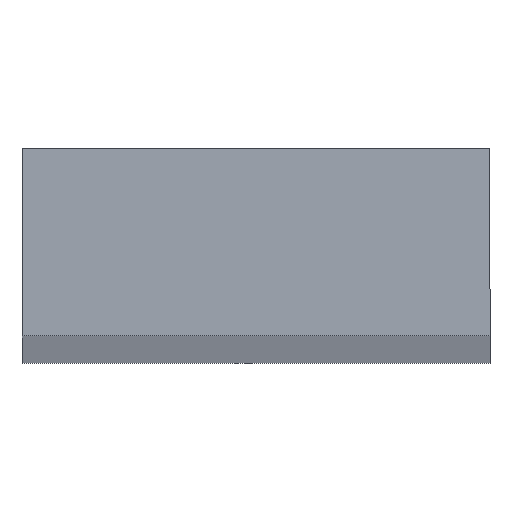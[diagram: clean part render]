
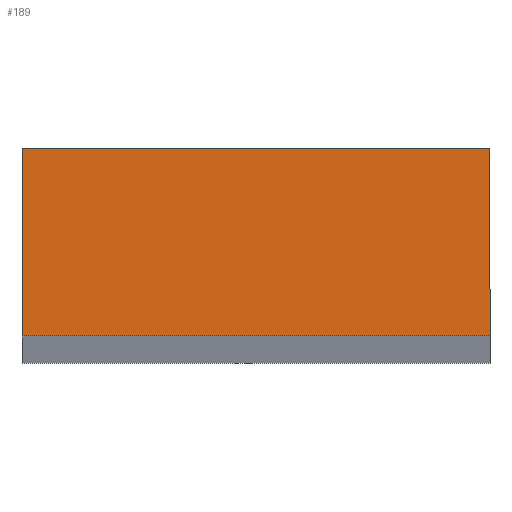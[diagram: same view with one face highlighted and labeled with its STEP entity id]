
A CAD part, top view. The second image highlights one B-rep face of the part: STEP entity #189.
In plain terms, the highlighted planar face has unit normal (0, 0, 1).
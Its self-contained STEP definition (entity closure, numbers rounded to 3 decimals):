
#3 = VERTEX_POINT ( 'NONE', #41 ) ;
#7 = VERTEX_POINT ( 'NONE', #45 ) ;
#8 = VERTEX_POINT ( 'NONE', #46 ) ;
#9 = VERTEX_POINT ( 'NONE', #47 ) ;
#12 = EDGE_LOOP ( 'NONE', ( #39, #23, #24, #18 ) ) ;
#18 = ORIENTED_EDGE ( 'NONE', *, *, #184, .T. ) ;
#23 = ORIENTED_EDGE ( 'NONE', *, *, #169, .T. ) ;
#24 = ORIENTED_EDGE ( 'NONE', *, *, #163, .T. ) ;
#39 = ORIENTED_EDGE ( 'NONE', *, *, #157, .T. ) ;
#41 = CARTESIAN_POINT ( 'NONE',  ( 15., -6., 500. ) ) ;
#45 = CARTESIAN_POINT ( 'NONE',  ( -15., -6., 500. ) ) ;
#46 = CARTESIAN_POINT ( 'NONE',  ( -15., 6., 500. ) ) ;
#47 = CARTESIAN_POINT ( 'NONE',  ( 15., 6., 500. ) ) ;
#49 = LINE ( 'NONE', #50, #111 ) ;
#50 = CARTESIAN_POINT ( 'NONE',  ( -15., 6., 500. ) ) ;
#51 = DIRECTION ( 'NONE',  ( 0., -1., 0. ) ) ;
#59 = LINE ( 'NONE', #60, #147 ) ;
#60 = CARTESIAN_POINT ( 'NONE',  ( 15., 6., 500. ) ) ;
#61 = DIRECTION ( 'NONE',  ( 0., 1., 0. ) ) ;
#65 = LINE ( 'NONE', #66, #153 ) ;
#66 = CARTESIAN_POINT ( 'NONE',  ( -15., -6., 500. ) ) ;
#67 = DIRECTION ( 'NONE',  ( 1., 0., 0. ) ) ;
#84 = DIRECTION ( 'NONE',  ( 1., 0., 0. ) ) ;
#89 = PLANE ( 'NONE',  #119 ) ;
#90 = CARTESIAN_POINT ( 'NONE',  ( 0., 0., 500. ) ) ;
#91 = DIRECTION ( 'NONE',  ( 0., 0., 1. ) ) ;
#92 = CARTESIAN_POINT ( 'NONE',  ( -15., 6., 500. ) ) ;
#93 = DIRECTION ( 'NONE',  ( -1., 0., 0. ) ) ;
#99 = LINE ( 'NONE', #92, #125 ) ;
#111 = VECTOR ( 'NONE', #51, 1000. ) ;
#119 = AXIS2_PLACEMENT_3D ( 'NONE', #90, #91, #84 ) ;
#125 = VECTOR ( 'NONE', #93, 1000. ) ;
#147 = VECTOR ( 'NONE', #61, 1000. ) ;
#148 = FACE_OUTER_BOUND ( 'NONE', #12, .T. ) ;
#153 = VECTOR ( 'NONE', #67, 1000. ) ;
#157 = EDGE_CURVE ( 'NONE', #8, #7, #49, .T. ) ;
#163 = EDGE_CURVE ( 'NONE', #3, #9, #59, .T. ) ;
#169 = EDGE_CURVE ( 'NONE', #7, #3, #65, .T. ) ;
#184 = EDGE_CURVE ( 'NONE', #9, #8, #99, .T. ) ;
#189 = ADVANCED_FACE ( 'NONE', ( #148 ), #89, .T. ) ;
